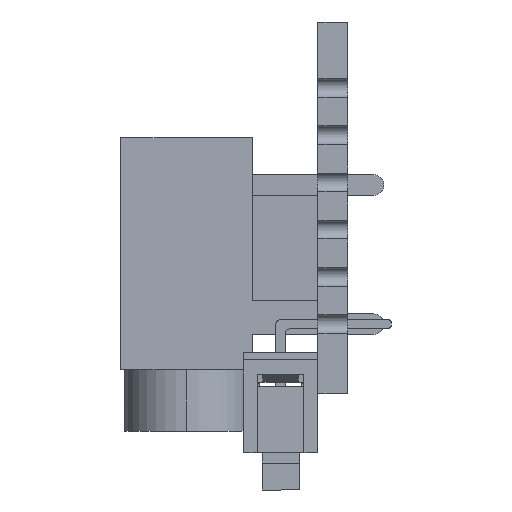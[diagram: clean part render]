
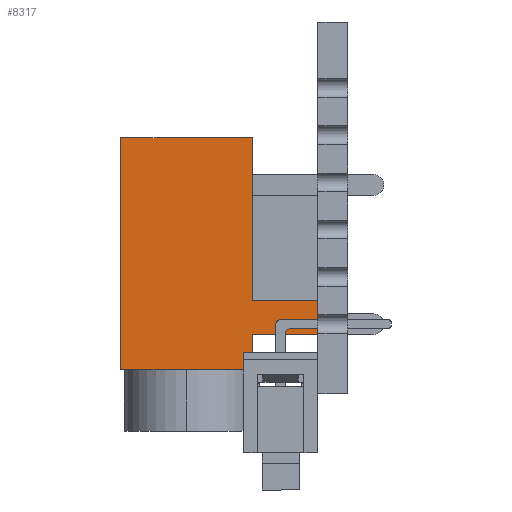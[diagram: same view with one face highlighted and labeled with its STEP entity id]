
A CAD part, left-side view. The second image highlights one B-rep face of the part: STEP entity #8317.
In plain terms, the highlighted face is planar.
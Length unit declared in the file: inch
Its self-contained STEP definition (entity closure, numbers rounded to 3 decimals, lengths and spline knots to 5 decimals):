
#329 = EDGE_CURVE ( 'NONE', #10921, #3661, #7646, .T. ) ;
#673 = CARTESIAN_POINT ( 'NONE',  ( 0.23622, 0.13976, 1.17099 ) ) ;
#736 = EDGE_CURVE ( 'NONE', #10427, #9570, #1595, .T. ) ;
#857 = CARTESIAN_POINT ( 'NONE',  ( 0.23622, 0.85834, 0.20551 ) ) ;
#1139 = VECTOR ( 'NONE', #2620, 39.37008 ) ;
#1169 = LINE ( 'NONE', #2842, #4198 ) ;
#1595 = LINE ( 'NONE', #673, #1139 ) ;
#1721 = ORIENTED_EDGE ( 'NONE', *, *, #329, .T. ) ;
#1828 = EDGE_CURVE ( 'NONE', #12307, #10582, #9451, .T. ) ;
#1859 = ORIENTED_EDGE ( 'NONE', *, *, #10666, .T. ) ;
#2302 = CARTESIAN_POINT ( 'NONE',  ( 0.23622, -0.13976, 1.17099 ) ) ;
#2514 = VECTOR ( 'NONE', #7875, 39.37008 ) ;
#2620 = DIRECTION ( 'NONE',  ( 0., 0., -1. ) ) ;
#2724 = EDGE_CURVE ( 'NONE', #3661, #9570, #3801, .T. ) ;
#2842 = CARTESIAN_POINT ( 'NONE',  ( 0.23622, -11480.01654, 0.62205 ) ) ;
#3281 = CARTESIAN_POINT ( 'NONE',  ( 0.23622, 0.13976, 1.17099 ) ) ;
#3301 = CARTESIAN_POINT ( 'NONE',  ( 0.23622, -11480.01654, 0.13071 ) ) ;
#3661 = VERTEX_POINT ( 'NONE', #5942 ) ;
#3801 = LINE ( 'NONE', #7401, #8333 ) ;
#3874 = VECTOR ( 'NONE', #4116, 39.37008 ) ;
#4002 = LINE ( 'NONE', #3301, #8855 ) ;
#4116 = DIRECTION ( 'NONE',  ( 0., 0., -1. ) ) ;
#4198 = VECTOR ( 'NONE', #9660, 39.37008 ) ;
#4284 = DIRECTION ( 'NONE',  ( 0., 0., -1. ) ) ;
#4331 = DIRECTION ( 'NONE',  ( 0., -1., 0. ) ) ;
#4751 = CARTESIAN_POINT ( 'NONE',  ( 0.23622, 0.13976, 0.13071 ) ) ;
#5364 = CARTESIAN_POINT ( 'NONE',  ( 0.23622, 0.13976, 0.62205 ) ) ;
#5773 = ORIENTED_EDGE ( 'NONE', *, *, #736, .F. ) ;
#5942 = CARTESIAN_POINT ( 'NONE',  ( 0.23622, 0.27756, 0.27638 ) ) ;
#6632 = PLANE ( 'NONE',  #11447 ) ;
#6667 = VERTEX_POINT ( 'NONE', #4751 ) ;
#7401 = CARTESIAN_POINT ( 'NONE',  ( 0.23622, 0.85834, 0.27638 ) ) ;
#7445 = EDGE_LOOP ( 'NONE', ( #5773, #1859, #9415, #11750, #11993, #7960, #1721, #8843 ) ) ;
#7533 = DIRECTION ( 'NONE',  ( 0., 0., -1. ) ) ;
#7552 = FACE_OUTER_BOUND ( 'NONE', #7445, .T. ) ;
#7638 = VECTOR ( 'NONE', #11508, 39.37008 ) ;
#7646 = LINE ( 'NONE', #10706, #2514 ) ;
#7875 = DIRECTION ( 'NONE',  ( 0., 0., 1. ) ) ;
#7953 = CARTESIAN_POINT ( 'NONE',  ( 0.23622, 0.27756, 0.20551 ) ) ;
#7960 = ORIENTED_EDGE ( 'NONE', *, *, #11613, .F. ) ;
#8034 = DIRECTION ( 'NONE',  ( 0., -1., 0. ) ) ;
#8317 = ADVANCED_FACE ( 'NONE', ( #7552 ), #6632, .T. ) ;
#8333 = VECTOR ( 'NONE', #4331, 39.37008 ) ;
#8582 = CARTESIAN_POINT ( 'NONE',  ( 0.23622, -0.13976, 0.13071 ) ) ;
#8630 = VERTEX_POINT ( 'NONE', #10301 ) ;
#8843 = ORIENTED_EDGE ( 'NONE', *, *, #2724, .T. ) ;
#8855 = VECTOR ( 'NONE', #8034, 39.37008 ) ;
#9415 = ORIENTED_EDGE ( 'NONE', *, *, #1828, .T. ) ;
#9451 = LINE ( 'NONE', #2302, #11591 ) ;
#9485 = CARTESIAN_POINT ( 'NONE',  ( 0.23622, -0.13976, 0.62205 ) ) ;
#9570 = VERTEX_POINT ( 'NONE', #12388 ) ;
#9628 = LINE ( 'NONE', #857, #7638 ) ;
#9641 = LINE ( 'NONE', #3281, #3874 ) ;
#9660 = DIRECTION ( 'NONE',  ( 0., -1., 0. ) ) ;
#9671 = DIRECTION ( 'NONE',  ( 1., 0., 0. ) ) ;
#10301 = CARTESIAN_POINT ( 'NONE',  ( 0.23622, 0.13976, 0.20551 ) ) ;
#10427 = VERTEX_POINT ( 'NONE', #5364 ) ;
#10582 = VERTEX_POINT ( 'NONE', #8582 ) ;
#10666 = EDGE_CURVE ( 'NONE', #10427, #12307, #1169, .T. ) ;
#10706 = CARTESIAN_POINT ( 'NONE',  ( 0.23622, 0.27756, 1.17099 ) ) ;
#10921 = VERTEX_POINT ( 'NONE', #7953 ) ;
#11431 = EDGE_CURVE ( 'NONE', #8630, #6667, #9641, .T. ) ;
#11447 = AXIS2_PLACEMENT_3D ( 'NONE', #12455, #9671, #7533 ) ;
#11508 = DIRECTION ( 'NONE',  ( 0., -1., 0. ) ) ;
#11591 = VECTOR ( 'NONE', #4284, 39.37008 ) ;
#11613 = EDGE_CURVE ( 'NONE', #10921, #8630, #9628, .T. ) ;
#11750 = ORIENTED_EDGE ( 'NONE', *, *, #12058, .F. ) ;
#11993 = ORIENTED_EDGE ( 'NONE', *, *, #11431, .F. ) ;
#12058 = EDGE_CURVE ( 'NONE', #6667, #10582, #4002, .T. ) ;
#12307 = VERTEX_POINT ( 'NONE', #9485 ) ;
#12388 = CARTESIAN_POINT ( 'NONE',  ( 0.23622, 0.13976, 0.27638 ) ) ;
#12455 = CARTESIAN_POINT ( 'NONE',  ( 0.23622, -11480.01654, 1.17099 ) ) ;
